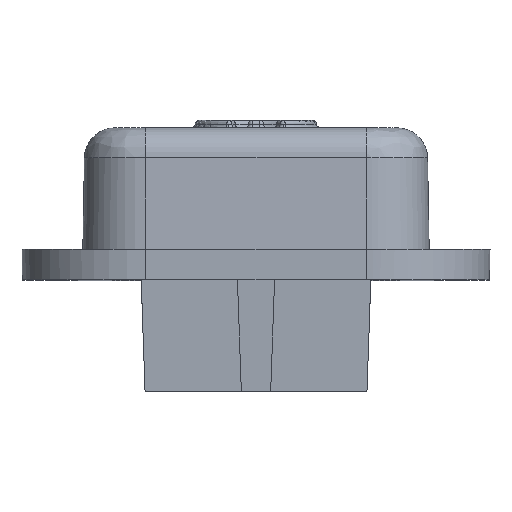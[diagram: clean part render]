
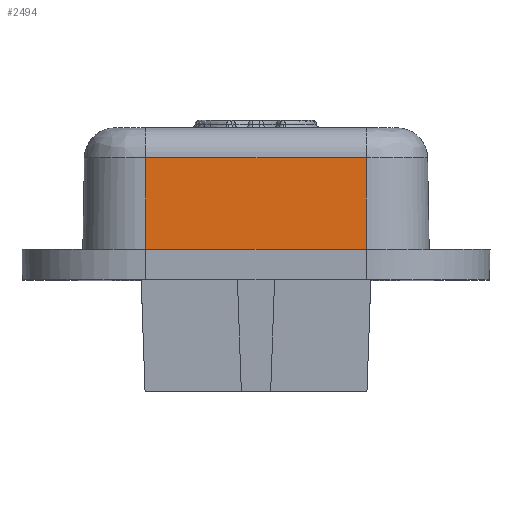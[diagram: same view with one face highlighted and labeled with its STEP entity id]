
A CAD part, top view. The second image highlights one B-rep face of the part: STEP entity #2494.
In plain terms, the highlighted planar face has unit normal (0, 0.018, 1).
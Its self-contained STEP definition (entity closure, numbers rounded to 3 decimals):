
#199 = DIRECTION ( 'NONE',  ( 0., 0.017, 1. ) ) ;
#213 = VERTEX_POINT ( 'NONE', #2961 ) ;
#294 = CARTESIAN_POINT ( 'NONE',  ( -5.625, -0.983, 5.642 ) ) ;
#452 = ORIENTED_EDGE ( 'NONE', *, *, #1039, .T. ) ;
#867 = VERTEX_POINT ( 'NONE', #3307 ) ;
#1039 = EDGE_CURVE ( 'NONE', #3710, #867, #2398, .T. ) ;
#1153 = CARTESIAN_POINT ( 'NONE',  ( -5.625, 0., 5.625 ) ) ;
#1218 = CARTESIAN_POINT ( 'NONE',  ( 3.625, -0.983, 5.642 ) ) ;
#1338 = CARTESIAN_POINT ( 'NONE',  ( -3.625, 0., 5.625 ) ) ;
#1480 = PLANE ( 'NONE',  #2890 ) ;
#1789 = ORIENTED_EDGE ( 'NONE', *, *, #3053, .T. ) ;
#1825 = EDGE_CURVE ( 'NONE', #867, #213, #2976, .T. ) ;
#1846 = CARTESIAN_POINT ( 'NONE',  ( 0., -4., 5.695 ) ) ;
#2008 = CARTESIAN_POINT ( 'NONE',  ( 3.625, -4., 5.695 ) ) ;
#2250 = VECTOR ( 'NONE', #3518, 1000. ) ;
#2261 = EDGE_CURVE ( 'NONE', #213, #3889, #3046, .T. ) ;
#2398 = LINE ( 'NONE', #294, #3112 ) ;
#2494 = ADVANCED_FACE ( 'NONE', ( #3281 ), #1480, .T. ) ;
#2781 = DIRECTION ( 'NONE',  ( 1., 0., 0. ) ) ;
#2824 = DIRECTION ( 'NONE',  ( -1., 0., 0. ) ) ;
#2890 = AXIS2_PLACEMENT_3D ( 'NONE', #1153, #199, #3661 ) ;
#2961 = CARTESIAN_POINT ( 'NONE',  ( -3.625, -4., 5.695 ) ) ;
#2976 = LINE ( 'NONE', #1338, #2250 ) ;
#3046 = LINE ( 'NONE', #1846, #3143 ) ;
#3053 = EDGE_CURVE ( 'NONE', #3889, #3710, #3997, .T. ) ;
#3054 = ORIENTED_EDGE ( 'NONE', *, *, #1825, .T. ) ;
#3112 = VECTOR ( 'NONE', #2824, 1000. ) ;
#3143 = VECTOR ( 'NONE', #2781, 1000. ) ;
#3159 = ORIENTED_EDGE ( 'NONE', *, *, #2261, .T. ) ;
#3190 = VECTOR ( 'NONE', #3193, 1000. ) ;
#3193 = DIRECTION ( 'NONE',  ( 0., 1., -0.017 ) ) ;
#3281 = FACE_OUTER_BOUND ( 'NONE', #4045, .T. ) ;
#3307 = CARTESIAN_POINT ( 'NONE',  ( -3.625, -0.983, 5.642 ) ) ;
#3518 = DIRECTION ( 'NONE',  ( 0., -1., 0.017 ) ) ;
#3661 = DIRECTION ( 'NONE',  ( 0., -1., 0.017 ) ) ;
#3710 = VERTEX_POINT ( 'NONE', #1218 ) ;
#3804 = CARTESIAN_POINT ( 'NONE',  ( 3.625, 0., 5.625 ) ) ;
#3889 = VERTEX_POINT ( 'NONE', #2008 ) ;
#3997 = LINE ( 'NONE', #3804, #3190 ) ;
#4045 = EDGE_LOOP ( 'NONE', ( #1789, #452, #3054, #3159 ) ) ;
